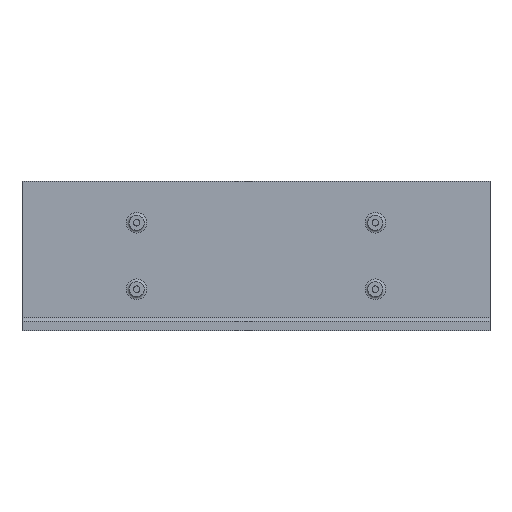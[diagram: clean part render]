
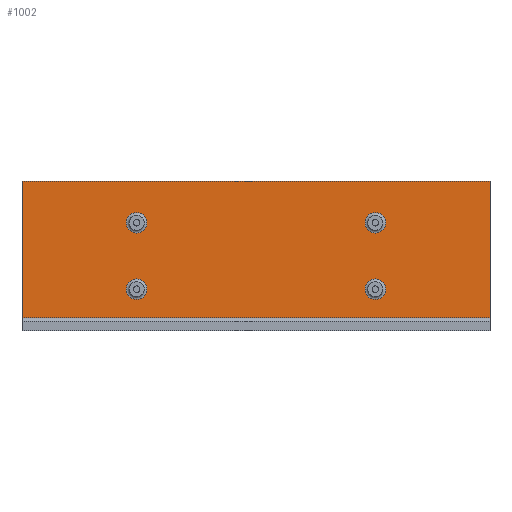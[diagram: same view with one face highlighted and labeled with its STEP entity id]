
A CAD part, top view. The second image highlights one B-rep face of the part: STEP entity #1002.
In plain terms, the highlighted planar face has unit normal (0, 0, 1).
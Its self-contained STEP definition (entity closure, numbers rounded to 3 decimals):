
#48=FACE_BOUND('',#218,.T.);
#49=FACE_BOUND('',#219,.T.);
#50=FACE_BOUND('',#220,.T.);
#51=FACE_BOUND('',#221,.T.);
#87=PLANE('',#1138);
#134=FACE_OUTER_BOUND('',#217,.T.);
#217=EDGE_LOOP('',(#833,#834,#835,#836));
#218=EDGE_LOOP('',(#837));
#219=EDGE_LOOP('',(#838));
#220=EDGE_LOOP('',(#839));
#221=EDGE_LOOP('',(#840));
#264=LINE('',#1534,#316);
#296=LINE('',#1707,#348);
#297=LINE('',#1709,#349);
#298=LINE('',#1710,#350);
#316=VECTOR('',#1224,10.);
#348=VECTOR('',#1422,10.);
#349=VECTOR('',#1423,10.);
#350=VECTOR('',#1424,10.);
#429=CIRCLE('',#1136,5.5);
#431=CIRCLE('',#1139,5.5);
#432=CIRCLE('',#1140,5.5);
#433=CIRCLE('',#1141,5.5);
#455=VERTEX_POINT('',#1527);
#458=VERTEX_POINT('',#1532);
#515=VERTEX_POINT('',#1701);
#516=VERTEX_POINT('',#1706);
#517=VERTEX_POINT('',#1708);
#518=VERTEX_POINT('',#1711);
#519=VERTEX_POINT('',#1713);
#520=VERTEX_POINT('',#1715);
#550=EDGE_CURVE('',#458,#455,#264,.T.);
#634=EDGE_CURVE('',#515,#515,#429,.T.);
#636=EDGE_CURVE('',#458,#516,#296,.T.);
#637=EDGE_CURVE('',#516,#517,#297,.T.);
#638=EDGE_CURVE('',#517,#455,#298,.T.);
#639=EDGE_CURVE('',#518,#518,#431,.T.);
#640=EDGE_CURVE('',#519,#519,#432,.T.);
#641=EDGE_CURVE('',#520,#520,#433,.T.);
#833=ORIENTED_EDGE('',*,*,#550,.F.);
#834=ORIENTED_EDGE('',*,*,#636,.T.);
#835=ORIENTED_EDGE('',*,*,#637,.T.);
#836=ORIENTED_EDGE('',*,*,#638,.T.);
#837=ORIENTED_EDGE('',*,*,#639,.F.);
#838=ORIENTED_EDGE('',*,*,#640,.F.);
#839=ORIENTED_EDGE('',*,*,#641,.F.);
#840=ORIENTED_EDGE('',*,*,#634,.F.);
#1002=ADVANCED_FACE('',(#134,#48,#49,#50,#51),#87,.T.);
#1136=AXIS2_PLACEMENT_3D('',#1703,#1416,#1417);
#1138=AXIS2_PLACEMENT_3D('',#1705,#1420,#1421);
#1139=AXIS2_PLACEMENT_3D('',#1712,#1425,#1426);
#1140=AXIS2_PLACEMENT_3D('',#1714,#1427,#1428);
#1141=AXIS2_PLACEMENT_3D('',#1716,#1429,#1430);
#1224=DIRECTION('',(-1.,0.,0.));
#1416=DIRECTION('center_axis',(0.,0.,1.));
#1417=DIRECTION('ref_axis',(1.,0.,0.));
#1420=DIRECTION('center_axis',(0.,0.,1.));
#1421=DIRECTION('ref_axis',(1.,0.,0.));
#1422=DIRECTION('',(0.,1.,0.));
#1423=DIRECTION('',(-1.,0.,0.));
#1424=DIRECTION('',(0.,-1.,0.));
#1425=DIRECTION('center_axis',(0.,0.,1.));
#1426=DIRECTION('ref_axis',(1.,0.,0.));
#1427=DIRECTION('center_axis',(0.,0.,1.));
#1428=DIRECTION('ref_axis',(1.,0.,0.));
#1429=DIRECTION('center_axis',(0.,0.,1.));
#1430=DIRECTION('ref_axis',(1.,0.,0.));
#1527=CARTESIAN_POINT('',(-125.,-33.,5.));
#1532=CARTESIAN_POINT('',(125.,-33.,5.));
#1534=CARTESIAN_POINT('',(0.,-33.,5.));
#1701=CARTESIAN_POINT('',(69.25,-17.75,5.));
#1703=CARTESIAN_POINT('Origin',(63.75,-17.75,5.));
#1705=CARTESIAN_POINT('Origin',(0.,0.,5.));
#1706=CARTESIAN_POINT('',(125.,40.,5.));
#1707=CARTESIAN_POINT('',(125.,-40.,5.));
#1708=CARTESIAN_POINT('',(-125.,40.,5.));
#1709=CARTESIAN_POINT('',(125.,40.,5.));
#1710=CARTESIAN_POINT('',(-125.,40.,5.));
#1711=CARTESIAN_POINT('',(69.25,17.75,5.));
#1712=CARTESIAN_POINT('Origin',(63.75,17.75,5.));
#1713=CARTESIAN_POINT('',(-58.25,-17.75,5.));
#1714=CARTESIAN_POINT('Origin',(-63.75,-17.75,5.));
#1715=CARTESIAN_POINT('',(-58.25,17.75,5.));
#1716=CARTESIAN_POINT('Origin',(-63.75,17.75,5.));
